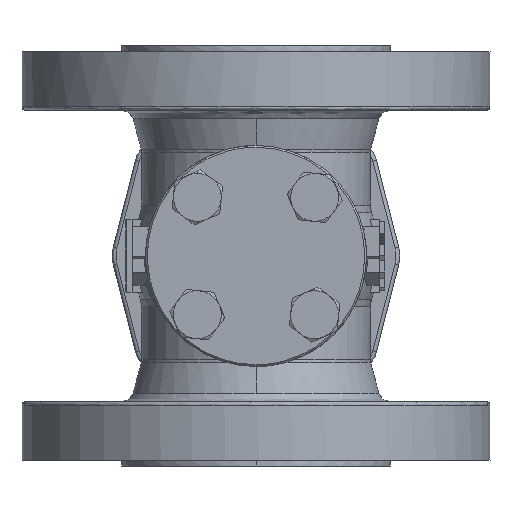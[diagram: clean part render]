
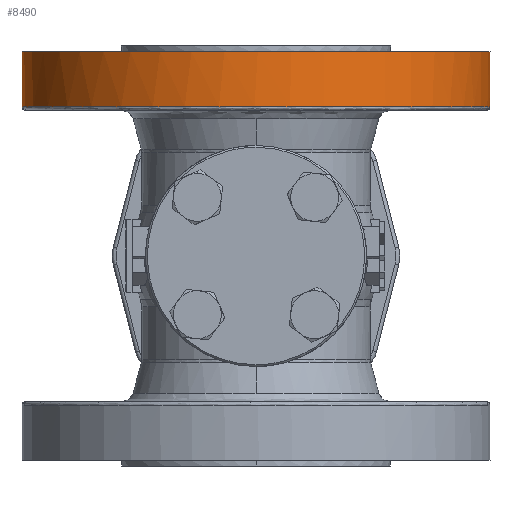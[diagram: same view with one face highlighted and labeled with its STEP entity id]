
A CAD part, front view. The second image highlights one B-rep face of the part: STEP entity #8490.
In plain terms, the highlighted cylindrical face has radius 63.5 mm (diameter 127 mm), a partial arc.
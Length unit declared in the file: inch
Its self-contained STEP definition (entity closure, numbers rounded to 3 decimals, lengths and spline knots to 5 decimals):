
#1201 = CARTESIAN_POINT ( 'NONE',  ( -1.88347, -1.65207, 2.1811 ) ) ;
#1266 = CARTESIAN_POINT ( 'NONE',  ( 2.5, 0., 2.1811 ) ) ;
#1604 = CARTESIAN_POINT ( 'NONE',  ( 1.10788, -2.24708, 2.1811 ) ) ;
#1778 = CARTESIAN_POINT ( 'NONE',  ( -2.5, 0., 1.59449 ) ) ;
#1801 = CARTESIAN_POINT ( 'NONE',  ( -1.65207, -1.88347, 2.1811 ) ) ;
#4402 = CARTESIAN_POINT ( 'NONE',  ( 0.64821, -2.42004, 2.1811 ) ) ;
#4540 = B_SPLINE_CURVE_WITH_KNOTS ( 'NONE', 3,
 ( #25161, #12877, #18537, #27839 ),
 .UNSPECIFIED., .F., .F.,
 ( 4, 4 ),
 ( 0., 1. ),
 .UNSPECIFIED. ) ;
#4574 = B_SPLINE_CURVE_WITH_KNOTS ( 'NONE', 3,
 ( #1266, #29408, #7527, #13633 ),
 .UNSPECIFIED., .F., .F.,
 ( 4, 4 ),
 ( 0., 1. ),
 .UNSPECIFIED. ) ;
#4936 =( BOUNDED_CURVE ( )  B_SPLINE_CURVE ( 3, ( #1778, #26227, #29728, #34648 ),
 .UNSPECIFIED., .F., .F. ) 
 B_SPLINE_CURVE_WITH_KNOTS ( ( 4, 4 ),
 ( 0., 1. ),
 .UNSPECIFIED. ) 
 CURVE ( )  GEOMETRIC_REPRESENTATION_ITEM ( )  RATIONAL_B_SPLINE_CURVE ( ( 0.957, 0.319, 0.319, 0.957 ) ) 
 REPRESENTATION_ITEM ( '' )  );
#5012 = CARTESIAN_POINT ( 'NONE',  ( 0.32725, -2.48388, 2.1811 ) ) ;
#5301 = EDGE_CURVE ( 'NONE', #36532, #19142, #15296, .T. ) ;
#5734 = AXIS2_PLACEMENT_3D ( 'NONE', #26240, #29525, #25837 ) ;
#5918 = EDGE_CURVE ( 'NONE', #19142, #21366, #4574, .T. ) ;
#7472 = CARTESIAN_POINT ( 'NONE',  ( -2.16958, -1.25288, 2.1811 ) ) ;
#7527 = CARTESIAN_POINT ( 'NONE',  ( 2.5, 0., 1.79003 ) ) ;
#7667 = CARTESIAN_POINT ( 'NONE',  ( 1.65207, -1.88347, 2.1811 ) ) ;
#7712 = CARTESIAN_POINT ( 'NONE',  ( -2.5, 0., 1.59449 ) ) ;
#8061 = CARTESIAN_POINT ( 'NONE',  ( -2.24708, -1.10788, 2.1811 ) ) ;
#8490 = ADVANCED_FACE ( 'NONE', ( #35130 ), #35732, .F. ) ;
#10708 = CARTESIAN_POINT ( 'NONE',  ( 0.80554, -2.37232, 2.1811 ) ) ;
#10906 = CARTESIAN_POINT ( 'NONE',  ( 1.25288, -2.16958, 2.1811 ) ) ;
#11099 = CARTESIAN_POINT ( 'NONE',  ( -1.52497, -1.98777, 2.1811 ) ) ;
#11302 = CARTESIAN_POINT ( 'NONE',  ( -1.98777, -1.52497, 2.1811 ) ) ;
#12877 = CARTESIAN_POINT ( 'NONE',  ( -2.5, 0., 1.79003 ) ) ;
#13569 = CARTESIAN_POINT ( 'NONE',  ( 2.37232, -0.80554, 2.1811 ) ) ;
#13633 = CARTESIAN_POINT ( 'NONE',  ( 2.5, 0., 1.59449 ) ) ;
#14164 = CARTESIAN_POINT ( 'NONE',  ( 2.42004, -0.64821, 2.1811 ) ) ;
#15296 = B_SPLINE_CURVE_WITH_KNOTS ( 'NONE', 3,
 ( #32351, #38548, #17172, #23006, #38755, #8061, #7472, #11302, #1201, #1801, #11099, #32157, #16976, #20002, #29341, #35335, #32542, #20397, #5012, #4402, #10708, #1604, #10906, #23410, #7667, #35745, #32744, #16782, #23599, #13569, #14164, #17373, #29123, #35533 ),
 .UNSPECIFIED., .F., .F.,
 ( 4, 2, 2, 2, 2, 2, 2, 2, 2, 2, 2, 2, 2, 2, 2, 2, 4 ),
 ( 0., 0.0625, 0.125, 0.1875, 0.25, 0.3125, 0.375, 0.4375, 0.5, 0.5625, 0.625, 0.6875, 0.75, 0.8125, 0.875, 0.9375, 1. ),
 .UNSPECIFIED. ) ;
#16521 = VERTEX_POINT ( 'NONE', #7712 ) ;
#16782 = CARTESIAN_POINT ( 'NONE',  ( 2.16958, -1.25288, 2.1811 ) ) ;
#16976 = CARTESIAN_POINT ( 'NONE',  ( -1.10788, -2.24708, 2.1811 ) ) ;
#17067 = CARTESIAN_POINT ( 'NONE',  ( -2.5, 0., 2.1811 ) ) ;
#17172 = CARTESIAN_POINT ( 'NONE',  ( -2.48388, -0.32725, 2.1811 ) ) ;
#17249 = ORIENTED_EDGE ( 'NONE', *, *, #5301, .T. ) ;
#17373 = CARTESIAN_POINT ( 'NONE',  ( 2.48388, -0.32725, 2.1811 ) ) ;
#18537 = CARTESIAN_POINT ( 'NONE',  ( -2.5, 0., 1.98556 ) ) ;
#18763 = CARTESIAN_POINT ( 'NONE',  ( 2.5, 0., 1.59449 ) ) ;
#19142 = VERTEX_POINT ( 'NONE', #25195 ) ;
#20002 = CARTESIAN_POINT ( 'NONE',  ( -0.80554, -2.37232, 2.1811 ) ) ;
#20397 = CARTESIAN_POINT ( 'NONE',  ( 0.16362, -2.5, 2.1811 ) ) ;
#21366 = VERTEX_POINT ( 'NONE', #18763 ) ;
#23006 = CARTESIAN_POINT ( 'NONE',  ( -2.42004, -0.64821, 2.1811 ) ) ;
#23410 = CARTESIAN_POINT ( 'NONE',  ( 1.52497, -1.98777, 2.1811 ) ) ;
#23599 = CARTESIAN_POINT ( 'NONE',  ( 2.24708, -1.10788, 2.1811 ) ) ;
#23621 = ORIENTED_EDGE ( 'NONE', *, *, #26691, .T. ) ;
#25161 = CARTESIAN_POINT ( 'NONE',  ( -2.5, 0., 1.59449 ) ) ;
#25195 = CARTESIAN_POINT ( 'NONE',  ( 2.5, 0., 2.1811 ) ) ;
#25837 = DIRECTION ( 'NONE',  ( 1., 0., 0. ) ) ;
#26227 = CARTESIAN_POINT ( 'NONE',  ( -2.5, -5., 1.59449 ) ) ;
#26240 = CARTESIAN_POINT ( 'NONE',  ( 0., 0., 1.59449 ) ) ;
#26691 = EDGE_CURVE ( 'NONE', #16521, #36532, #4540, .T. ) ;
#27839 = CARTESIAN_POINT ( 'NONE',  ( -2.5, 0., 2.1811 ) ) ;
#29123 = CARTESIAN_POINT ( 'NONE',  ( 2.5, -0.16362, 2.1811 ) ) ;
#29319 = EDGE_LOOP ( 'NONE', ( #23621, #17249, #30859, #33280 ) ) ;
#29341 = CARTESIAN_POINT ( 'NONE',  ( -0.64821, -2.42004, 2.1811 ) ) ;
#29408 = CARTESIAN_POINT ( 'NONE',  ( 2.5, 0., 1.98556 ) ) ;
#29525 = DIRECTION ( 'NONE',  ( 0., 0., 1. ) ) ;
#29728 = CARTESIAN_POINT ( 'NONE',  ( 2.5, -5., 1.59449 ) ) ;
#30859 = ORIENTED_EDGE ( 'NONE', *, *, #5918, .T. ) ;
#32157 = CARTESIAN_POINT ( 'NONE',  ( -1.25288, -2.16958, 2.1811 ) ) ;
#32351 = CARTESIAN_POINT ( 'NONE',  ( -2.5, 0., 2.1811 ) ) ;
#32542 = CARTESIAN_POINT ( 'NONE',  ( -0.16362, -2.5, 2.1811 ) ) ;
#32744 = CARTESIAN_POINT ( 'NONE',  ( 1.98777, -1.52497, 2.1811 ) ) ;
#33280 = ORIENTED_EDGE ( 'NONE', *, *, #35723, .F. ) ;
#34648 = CARTESIAN_POINT ( 'NONE',  ( 2.5, 0., 1.59449 ) ) ;
#35130 = FACE_OUTER_BOUND ( 'NONE', #29319, .T. ) ;
#35335 = CARTESIAN_POINT ( 'NONE',  ( -0.32725, -2.48388, 2.1811 ) ) ;
#35533 = CARTESIAN_POINT ( 'NONE',  ( 2.5, 0., 2.1811 ) ) ;
#35723 = EDGE_CURVE ( 'NONE', #16521, #21366, #4936, .T. ) ;
#35732 = CYLINDRICAL_SURFACE ( 'NONE', #5734, 2.5 ) ;
#35745 = CARTESIAN_POINT ( 'NONE',  ( 1.88347, -1.65207, 2.1811 ) ) ;
#36532 = VERTEX_POINT ( 'NONE', #17067 ) ;
#38548 = CARTESIAN_POINT ( 'NONE',  ( -2.5, -0.16362, 2.1811 ) ) ;
#38755 = CARTESIAN_POINT ( 'NONE',  ( -2.37232, -0.80554, 2.1811 ) ) ;
